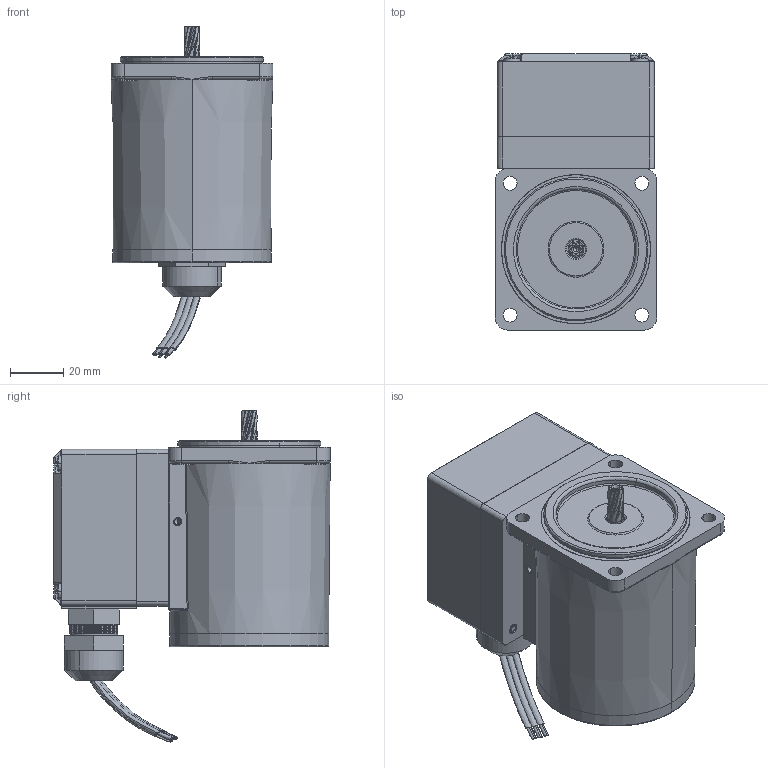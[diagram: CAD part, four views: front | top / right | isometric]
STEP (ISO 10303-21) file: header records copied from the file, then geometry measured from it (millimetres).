
FILE_DESCRIPTION (( 'STEP AP203' ), '1' );
FILE_NAME ('2TK3CGN-¡¼P-5CBD1¡¼3000Z0.STEP', '2018-04-23T02:57:44', ( '' ), ( '' ), 'SwSTEP 2.0', 'SolidWorks 2010', '' );
FILE_SCHEMA (( 'CONFIG_CONTROL_DESIGN' ));
Length unit declared in the file: millimetre
Products named in the file (11): 06GN_0成品; 出口線-5條TK-C; 成品180度; 圓頭十字螺絲 M3 x 40 --40N_JIS B 1111 Binding head screw M3 x 40 --40N; 2TK3CGN-〖P-5CBD1〖3000Z0; M206Ts_2.成品; C254_Default; Ts下蓋; Ts下墊片; Ts上蓋; 出線頭 Ver.2
Assembly tree (13 placements, depth 3):
  2TK3CGN-〖P-5CBD1〖3000Z0
    06GN_0成品
    M206Ts_2.成品
    成品180度
      圓頭十字螺絲 M3 x 40 --40N_JIS B 1111 Binding head screw M3 x 40 --40N  x4
      Ts下墊片
      Ts下蓋
      Ts上蓋
      出線頭 Ver.2
    出口線-5條TK-C
    C254_Default
Bounding box: 60.8 x 103.8 x 124.72 mm (x, y, z)
Volume: 377623.8 mm3; surface area: 65237.3 mm2
Topology: 14 solids, 14 shells, 2523 faces, 6549 edges, 4081 vertices
Faces by surface type: cone 1337, cylinder 823, plane 209, bspline 106, torus 38, sphere 10
Entity records: 35962 total; most frequent: CARTESIAN_POINT 10207, DIRECTION 5478, ORIENTED_EDGE 5046, EDGE_CURVE 2523, AXIS2_PLACEMENT_3D 2274, VERTEX_POINT 1576, CIRCLE 1352, EDGE_LOOP 1083
